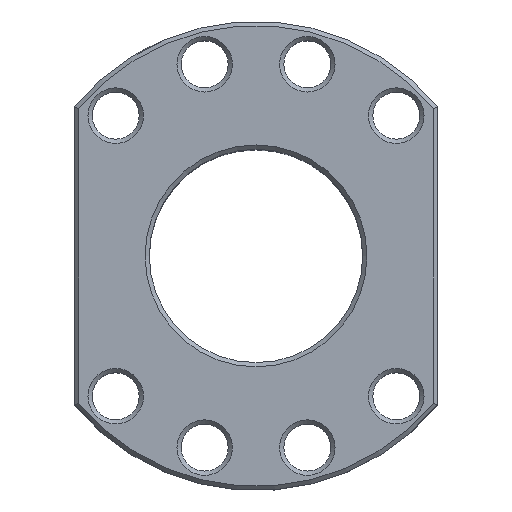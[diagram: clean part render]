
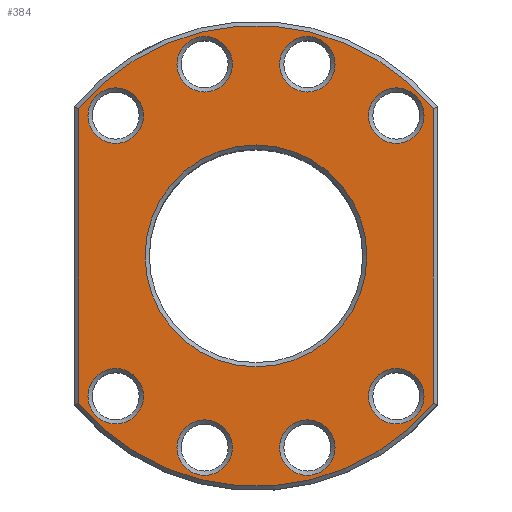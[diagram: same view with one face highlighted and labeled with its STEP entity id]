
A CAD part, top view. The second image highlights one B-rep face of the part: STEP entity #384.
In plain terms, the highlighted planar face has unit normal (0, 0, 1).
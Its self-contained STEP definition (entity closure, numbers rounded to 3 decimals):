
#136=PLANE('',#3517);
#384=ADVANCED_FACE('',(#915,#916,#917,#918,#919,#920,#921,#922,#923,#924),
#136,.T.);
#915=FACE_BOUND('',#1016,.T.);
#916=FACE_BOUND('',#1017,.T.);
#917=FACE_BOUND('',#1018,.T.);
#918=FACE_BOUND('',#1019,.T.);
#919=FACE_BOUND('',#1020,.T.);
#920=FACE_BOUND('',#1021,.T.);
#921=FACE_BOUND('',#1022,.T.);
#922=FACE_BOUND('',#1023,.T.);
#923=FACE_BOUND('',#1024,.T.);
#924=FACE_BOUND('',#1025,.T.);
#1016=EDGE_LOOP('',(#1799,#1800,#1801,#1802));
#1017=EDGE_LOOP('',(#1803));
#1018=EDGE_LOOP('',(#1804));
#1019=EDGE_LOOP('',(#1805));
#1020=EDGE_LOOP('',(#1806));
#1021=EDGE_LOOP('',(#1807));
#1022=EDGE_LOOP('',(#1808));
#1023=EDGE_LOOP('',(#1809));
#1024=EDGE_LOOP('',(#1810));
#1025=EDGE_LOOP('',(#1811));
#1265=LINE('',#5241,#1437);
#1266=LINE('',#5245,#1438);
#1437=VECTOR('',#3799,1.);
#1438=VECTOR('',#3802,1.);
#1799=ORIENTED_EDGE('',*,*,#3047,.T.);
#1800=ORIENTED_EDGE('',*,*,#3048,.T.);
#1801=ORIENTED_EDGE('',*,*,#3049,.T.);
#1802=ORIENTED_EDGE('',*,*,#3050,.T.);
#1803=ORIENTED_EDGE('',*,*,#3051,.T.);
#1804=ORIENTED_EDGE('',*,*,#3052,.T.);
#1805=ORIENTED_EDGE('',*,*,#3053,.T.);
#1806=ORIENTED_EDGE('',*,*,#3054,.T.);
#1807=ORIENTED_EDGE('',*,*,#3055,.T.);
#1808=ORIENTED_EDGE('',*,*,#3056,.T.);
#1809=ORIENTED_EDGE('',*,*,#3057,.T.);
#1810=ORIENTED_EDGE('',*,*,#3058,.T.);
#1811=ORIENTED_EDGE('',*,*,#3059,.T.);
#2721=VERTEX_POINT('',#5239);
#2722=VERTEX_POINT('',#5240);
#2723=VERTEX_POINT('',#5242);
#2724=VERTEX_POINT('',#5244);
#2725=VERTEX_POINT('',#5247);
#2726=VERTEX_POINT('',#5249);
#2727=VERTEX_POINT('',#5251);
#2728=VERTEX_POINT('',#5253);
#2729=VERTEX_POINT('',#5255);
#2730=VERTEX_POINT('',#5257);
#2731=VERTEX_POINT('',#5259);
#2732=VERTEX_POINT('',#5261);
#2733=VERTEX_POINT('',#5263);
#3047=EDGE_CURVE('',#2721,#2722,#3417,.T.);
#3048=EDGE_CURVE('',#2722,#2723,#1265,.T.);
#3049=EDGE_CURVE('',#2723,#2724,#3418,.T.);
#3050=EDGE_CURVE('',#2724,#2721,#1266,.T.);
#3051=EDGE_CURVE('',#2725,#2725,#3419,.T.);
#3052=EDGE_CURVE('',#2726,#2726,#3420,.T.);
#3053=EDGE_CURVE('',#2727,#2727,#3421,.T.);
#3054=EDGE_CURVE('',#2728,#2728,#3422,.T.);
#3055=EDGE_CURVE('',#2729,#2729,#3423,.T.);
#3056=EDGE_CURVE('',#2730,#2730,#3424,.T.);
#3057=EDGE_CURVE('',#2731,#2731,#3425,.T.);
#3058=EDGE_CURVE('',#2732,#2732,#3426,.T.);
#3059=EDGE_CURVE('',#2733,#2733,#3427,.T.);
#3417=CIRCLE('',#3506,54.);
#3418=CIRCLE('',#3507,54.);
#3419=CIRCLE('',#3508,6.5);
#3420=CIRCLE('',#3509,6.5);
#3421=CIRCLE('',#3510,6.5);
#3422=CIRCLE('',#3511,6.5);
#3423=CIRCLE('',#3512,6.5);
#3424=CIRCLE('',#3513,6.5);
#3425=CIRCLE('',#3514,6.5);
#3426=CIRCLE('',#3515,6.5);
#3427=CIRCLE('',#3516,26.);
#3506=AXIS2_PLACEMENT_3D('',#5238,#3797,#3798);
#3507=AXIS2_PLACEMENT_3D('',#5243,#3800,#3801);
#3508=AXIS2_PLACEMENT_3D('',#5246,#3803,#3804);
#3509=AXIS2_PLACEMENT_3D('',#5248,#3805,#3806);
#3510=AXIS2_PLACEMENT_3D('',#5250,#3807,#3808);
#3511=AXIS2_PLACEMENT_3D('',#5252,#3809,#3810);
#3512=AXIS2_PLACEMENT_3D('',#5254,#3811,#3812);
#3513=AXIS2_PLACEMENT_3D('',#5256,#3813,#3814);
#3514=AXIS2_PLACEMENT_3D('',#5258,#3815,#3816);
#3515=AXIS2_PLACEMENT_3D('',#5260,#3817,#3818);
#3516=AXIS2_PLACEMENT_3D('',#5262,#3819,#3820);
#3517=AXIS2_PLACEMENT_3D('',#5264,#3821,#3822);
#3797=DIRECTION('',(0.,0.,1.));
#3798=DIRECTION('',(1.,0.,0.));
#3799=DIRECTION('',(0.,1.,0.));
#3800=DIRECTION('',(0.,0.,1.));
#3801=DIRECTION('',(1.,0.,0.));
#3802=DIRECTION('',(0.,-1.,0.));
#3803=DIRECTION('',(0.,0.,-1.));
#3804=DIRECTION('',(1.,0.,0.));
#3805=DIRECTION('',(0.,0.,-1.));
#3806=DIRECTION('',(1.,0.,0.));
#3807=DIRECTION('',(0.,0.,-1.));
#3808=DIRECTION('',(1.,0.,0.));
#3809=DIRECTION('',(0.,0.,-1.));
#3810=DIRECTION('',(1.,0.,0.));
#3811=DIRECTION('',(0.,0.,-1.));
#3812=DIRECTION('',(1.,0.,0.));
#3813=DIRECTION('',(0.,0.,-1.));
#3814=DIRECTION('',(1.,0.,0.));
#3815=DIRECTION('',(0.,0.,-1.));
#3816=DIRECTION('',(1.,0.,0.));
#3817=DIRECTION('',(0.,0.,-1.));
#3818=DIRECTION('',(1.,0.,0.));
#3819=DIRECTION('',(0.,0.,-1.));
#3820=DIRECTION('',(1.,0.,0.));
#3821=DIRECTION('',(0.,0.,1.));
#3822=DIRECTION('',(1.,0.,0.));
#5238=CARTESIAN_POINT('',(0.,0.,0.));
#5239=CARTESIAN_POINT('',(-41.5,-34.551,0.));
#5240=CARTESIAN_POINT('',(41.5,-34.551,0.));
#5241=CARTESIAN_POINT('',(41.5,34.911,0.));
#5242=CARTESIAN_POINT('',(41.5,34.551,0.));
#5243=CARTESIAN_POINT('',(0.,0.,0.));
#5244=CARTESIAN_POINT('',(-41.5,34.551,0.));
#5245=CARTESIAN_POINT('',(-41.5,-34.911,0.));
#5246=CARTESIAN_POINT('',(32.88,-32.88,0.));
#5247=CARTESIAN_POINT('',(39.38,-32.88,0.));
#5248=CARTESIAN_POINT('',(12.035,-44.916,0.));
#5249=CARTESIAN_POINT('',(18.535,-44.916,0.));
#5250=CARTESIAN_POINT('',(-12.035,-44.916,0.));
#5251=CARTESIAN_POINT('',(-5.535,-44.916,0.));
#5252=CARTESIAN_POINT('',(-32.88,-32.88,0.));
#5253=CARTESIAN_POINT('',(-26.38,-32.88,0.));
#5254=CARTESIAN_POINT('',(32.88,32.88,0.));
#5255=CARTESIAN_POINT('',(39.38,32.88,0.));
#5256=CARTESIAN_POINT('',(12.035,44.916,0.));
#5257=CARTESIAN_POINT('',(18.535,44.916,0.));
#5258=CARTESIAN_POINT('',(-12.035,44.916,0.));
#5259=CARTESIAN_POINT('',(-5.535,44.916,0.));
#5260=CARTESIAN_POINT('',(-32.88,32.88,0.));
#5261=CARTESIAN_POINT('',(-26.38,32.88,0.));
#5262=CARTESIAN_POINT('',(0.,0.,0.));
#5263=CARTESIAN_POINT('',(26.,0.,0.));
#5264=CARTESIAN_POINT('',(0.,0.,0.));
